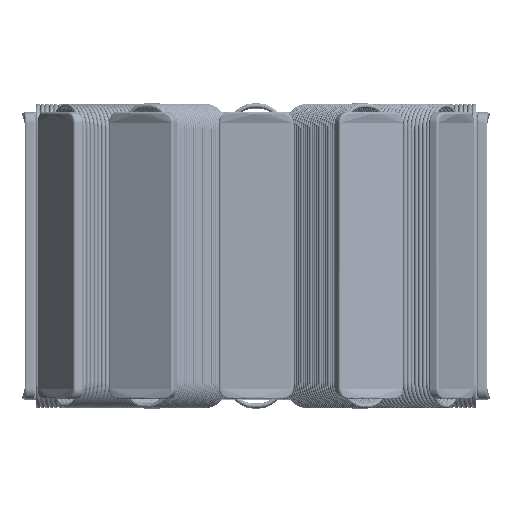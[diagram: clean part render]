
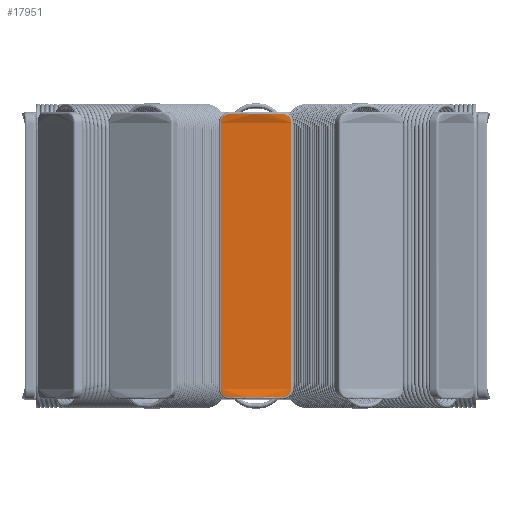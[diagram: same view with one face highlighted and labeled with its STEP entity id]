
A CAD part, top view. The second image highlights one B-rep face of the part: STEP entity #17951.
In plain terms, the highlighted free-form (B-spline) face has degree [2, 1] with [3, 2] control points.
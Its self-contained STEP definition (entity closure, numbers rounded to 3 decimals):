
#17620 = VERTEX_POINT('',#17621);
#17621 = CARTESIAN_POINT('',(-2.164,-25.995,
    14.133));
#17627 = EDGE_CURVE('',#17620,#17628,#17630,.T.);
#17628 = VERTEX_POINT('',#17629);
#17629 = CARTESIAN_POINT('',(-2.164,-9.748,
    14.133));
#17630 = B_SPLINE_CURVE_WITH_KNOTS('',1,(#17631,#17632),.UNSPECIFIED.,
  .F.,.F.,(2,2),(0.5,13.),.PIECEWISE_BEZIER_KNOTS.);
#17631 = CARTESIAN_POINT('',(-2.164,-25.995,
    14.133));
#17632 = CARTESIAN_POINT('',(-2.164,-9.748,
    14.133));
#17651 = EDGE_CURVE('',#17628,#17652,#17654,.T.);
#17652 = VERTEX_POINT('',#17653);
#17653 = CARTESIAN_POINT('',(-1.64,-9.228,
    14.203));
#17654 = B_SPLINE_CURVE_WITH_KNOTS('',3,(#17655,#17656,#17657,#17658,
    #17659),.UNSPECIFIED.,.F.,.F.,(4,1,4),(0.,0.032,
    0.063),.QUASI_UNIFORM_KNOTS.);
#17655 = CARTESIAN_POINT('',(-2.164,-9.748,
    14.133));
#17656 = CARTESIAN_POINT('',(-2.164,-9.612,
    14.133));
#17657 = CARTESIAN_POINT('',(-2.049,-9.34,
    14.151));
#17658 = CARTESIAN_POINT('',(-1.777,-9.228,
    14.187));
#17659 = CARTESIAN_POINT('',(-1.64,-9.228,
    14.203));
#17699 = VERTEX_POINT('',#17700);
#17700 = CARTESIAN_POINT('',(1.64,-9.228,
    14.203));
#17708 = EDGE_CURVE('',#17652,#17699,#17709,.T.);
#17709 = ( BOUNDED_CURVE() B_SPLINE_CURVE(2,(#17710,#17711,#17712),
.UNSPECIFIED.,.F.,.F.) B_SPLINE_CURVE_WITH_KNOTS((3,3),(6.168,
6.398),.PIECEWISE_BEZIER_KNOTS.) CURVE() 
GEOMETRIC_REPRESENTATION_ITEM() RATIONAL_B_SPLINE_CURVE((1.,
0.993,1.)) REPRESENTATION_ITEM('') );
#17710 = CARTESIAN_POINT('',(-1.64,-9.228,
    14.203));
#17711 = CARTESIAN_POINT('',(0.,-9.228,
    14.392));
#17712 = CARTESIAN_POINT('',(1.64,-9.228,
    14.203));
#17727 = EDGE_CURVE('',#17699,#17728,#17730,.T.);
#17728 = VERTEX_POINT('',#17729);
#17729 = CARTESIAN_POINT('',(2.164,-9.748,
    14.133));
#17730 = B_SPLINE_CURVE_WITH_KNOTS('',3,(#17731,#17732,#17733,#17734,
    #17735),.UNSPECIFIED.,.F.,.F.,(4,1,4),(0.,0.032,
    0.063),.QUASI_UNIFORM_KNOTS.);
#17731 = CARTESIAN_POINT('',(1.64,-9.228,
    14.203));
#17732 = CARTESIAN_POINT('',(1.777,-9.228,
    14.187));
#17733 = CARTESIAN_POINT('',(2.049,-9.34,
    14.151));
#17734 = CARTESIAN_POINT('',(2.164,-9.612,
    14.133));
#17735 = CARTESIAN_POINT('',(2.164,-9.748,
    14.133));
#17784 = VERTEX_POINT('',#17785);
#17785 = CARTESIAN_POINT('',(2.164,-25.995,
    14.133));
#17799 = EDGE_CURVE('',#17728,#17784,#17800,.T.);
#17800 = B_SPLINE_CURVE_WITH_KNOTS('',1,(#17801,#17802),.UNSPECIFIED.,
  .F.,.F.,(2,2),(-13.,-0.5),.PIECEWISE_BEZIER_KNOTS.);
#17801 = CARTESIAN_POINT('',(2.164,-9.748,
    14.133));
#17802 = CARTESIAN_POINT('',(2.164,-25.995,
    14.133));
#17814 = EDGE_CURVE('',#17784,#17815,#17817,.T.);
#17815 = VERTEX_POINT('',#17816);
#17816 = CARTESIAN_POINT('',(1.64,-26.515,
    14.203));
#17817 = B_SPLINE_CURVE_WITH_KNOTS('',3,(#17818,#17819,#17820,#17821,
    #17822),.UNSPECIFIED.,.F.,.F.,(4,1,4),(0.,0.032,
    0.063),.QUASI_UNIFORM_KNOTS.);
#17818 = CARTESIAN_POINT('',(2.164,-25.995,
    14.133));
#17819 = CARTESIAN_POINT('',(2.164,-26.132,
    14.133));
#17820 = CARTESIAN_POINT('',(2.049,-26.403,
    14.151));
#17821 = CARTESIAN_POINT('',(1.777,-26.515,
    14.187));
#17822 = CARTESIAN_POINT('',(1.64,-26.515,
    14.203));
#17869 = VERTEX_POINT('',#17870);
#17870 = CARTESIAN_POINT('',(-1.64,-26.515,
    14.203));
#17878 = EDGE_CURVE('',#17815,#17869,#17879,.T.);
#17879 = ( BOUNDED_CURVE() B_SPLINE_CURVE(2,(#17880,#17881,#17882),
.UNSPECIFIED.,.F.,.F.) B_SPLINE_CURVE_WITH_KNOTS((3,3),(6.168,
6.398),.PIECEWISE_BEZIER_KNOTS.) CURVE() 
GEOMETRIC_REPRESENTATION_ITEM() RATIONAL_B_SPLINE_CURVE((1.,
0.993,1.)) REPRESENTATION_ITEM('') );
#17880 = CARTESIAN_POINT('',(1.64,-26.515,
    14.203));
#17881 = CARTESIAN_POINT('',(0.,-26.515,
    14.392));
#17882 = CARTESIAN_POINT('',(-1.64,-26.515,
    14.203));
#17897 = EDGE_CURVE('',#17869,#17620,#17898,.T.);
#17898 = B_SPLINE_CURVE_WITH_KNOTS('',3,(#17899,#17900,#17901,#17902,
    #17903),.UNSPECIFIED.,.F.,.F.,(4,1,4),(0.,
    0.032,0.063),.UNSPECIFIED.);
#17899 = CARTESIAN_POINT('',(-1.64,-26.515,
    14.203));
#17900 = CARTESIAN_POINT('',(-1.777,-26.515,
    14.187));
#17901 = CARTESIAN_POINT('',(-2.049,-26.403,
    14.151));
#17902 = CARTESIAN_POINT('',(-2.164,-26.132,
    14.133));
#17903 = CARTESIAN_POINT('',(-2.164,-25.995,
    14.133));
#17951 = ADVANCED_FACE('',(#17952),#17962,.T.);
#17952 = FACE_BOUND('',#17953,.T.);
#17953 = EDGE_LOOP('',(#17954,#17955,#17956,#17957,#17958,#17959,#17960,
    #17961));
#17954 = ORIENTED_EDGE('',*,*,#17627,.F.);
#17955 = ORIENTED_EDGE('',*,*,#17897,.F.);
#17956 = ORIENTED_EDGE('',*,*,#17878,.F.);
#17957 = ORIENTED_EDGE('',*,*,#17814,.F.);
#17958 = ORIENTED_EDGE('',*,*,#17799,.F.);
#17959 = ORIENTED_EDGE('',*,*,#17727,.F.);
#17960 = ORIENTED_EDGE('',*,*,#17708,.F.);
#17961 = ORIENTED_EDGE('',*,*,#17651,.F.);
#17962 = ( BOUNDED_SURFACE() B_SPLINE_SURFACE(2,1,(
    (#17963,#17964)
    ,(#17965,#17966)
    ,(#17967,#17968
)),.UNSPECIFIED.,.F.,.F.,.F.) B_SPLINE_SURFACE_WITH_KNOTS((3,3),(2,2),(
    5.971,6.275),(0.1,13.4),.PIECEWISE_BEZIER_KNOTS.) 
GEOMETRIC_REPRESENTATION_ITEM() RATIONAL_B_SPLINE_SURFACE((
    (1.,1.)
    ,(0.988,0.988)
,(1.,1.))) REPRESENTATION_ITEM('') SURFACE() );
#17963 = CARTESIAN_POINT('',(-2.164,-26.515,
    14.133));
#17964 = CARTESIAN_POINT('',(-2.164,-9.228,
    14.133));
#17965 = CARTESIAN_POINT('',(0.,-26.515,
    14.464));
#17966 = CARTESIAN_POINT('',(0.,-9.228,
    14.464));
#17967 = CARTESIAN_POINT('',(2.164,-26.515,
    14.133));
#17968 = CARTESIAN_POINT('',(2.164,-9.228,
    14.133));
